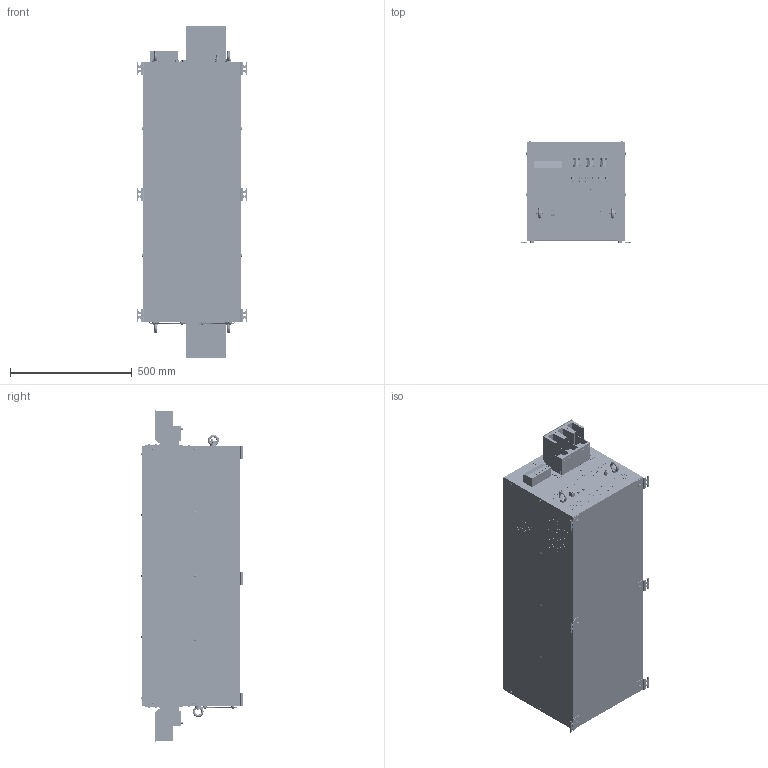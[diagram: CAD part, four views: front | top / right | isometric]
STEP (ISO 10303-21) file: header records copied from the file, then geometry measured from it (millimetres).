
FILE_DESCRIPTION (( 'STEP AP214' ), '1' );
FILE_NAME ('481949.STEP', '2022-06-14T09:16:23', ( '' ), ( '' ), 'SwSTEP 2.0', 'SolidWorks 2018', '' );
FILE_SCHEMA (( 'AUTOMOTIVE_DESIGN' ));
Length unit declared in the file: millimetre
Products named in the file (1): 481949
Bounding box: 454 x 418.46 x 1364.6 mm (x, y, z)
Volume: 9440999.7 mm3; surface area: 4968333.3 mm2
Topology: 1 solids, 55 shells, 7754 faces, 17494 edges, 11390 vertices
Faces by surface type: cylinder 3892, plane 3256, bspline 400, cone 206
Entity records: 233010 total; most frequent: CARTESIAN_POINT 51949, DIRECTION 40898, ORIENTED_EDGE 34932, EDGE_CURVE 17466, AXIS2_PLACEMENT_3D 16657, VERTEX_POINT 11390, EDGE_LOOP 9730, CIRCLE 9302
